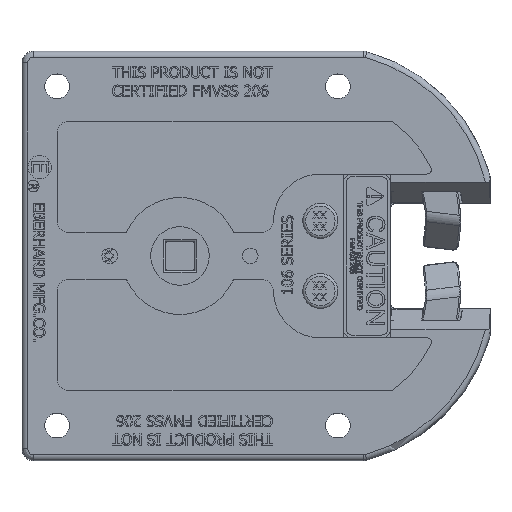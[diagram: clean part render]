
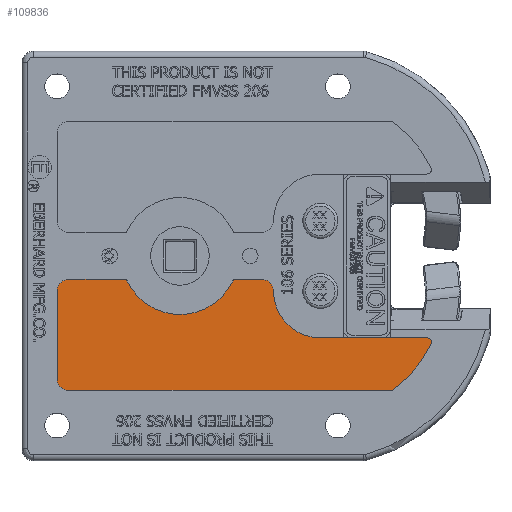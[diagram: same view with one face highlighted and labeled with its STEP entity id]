
A CAD part, top view. The second image highlights one B-rep face of the part: STEP entity #109836.
In plain terms, the highlighted planar face has unit normal (0, 0, 1).
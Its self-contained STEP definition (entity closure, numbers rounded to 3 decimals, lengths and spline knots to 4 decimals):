
#8070=CIRCLE('',#115131,0.5);
#8071=CIRCLE('',#115133,0.125);
#8072=CIRCLE('',#115136,0.031);
#8073=CIRCLE('',#115138,0.625);
#8074=CIRCLE('',#115140,0.031);
#8075=CIRCLE('',#115143,0.125);
#8076=CIRCLE('',#115146,0.125);
#8077=CIRCLE('',#115149,1.3125);
#8078=CIRCLE('',#115151,0.049);
#13292=FACE_OUTER_BOUND('',#19459,.T.);
#19459=EDGE_LOOP('',(#92864,#92865,#92866,#92867,#92868,#92869,#92870,#92871,
#92872,#92873,#92874,#92875,#92876,#92877,#92878,#92879));
#28890=LINE('',#198596,#39122);
#28906=LINE('',#198625,#39138);
#29195=LINE('',#199701,#39427);
#29200=LINE('',#199717,#39432);
#29203=LINE('',#199725,#39435);
#29206=LINE('',#199733,#39438);
#29209=LINE('',#199743,#39441);
#39122=VECTOR('',#132552,0.3937);
#39138=VECTOR('',#132580,0.3937);
#39427=VECTOR('',#133773,0.3937);
#39432=VECTOR('',#133792,0.3937);
#39435=VECTOR('',#133801,0.3937);
#39438=VECTOR('',#133810,0.3937);
#39441=VECTOR('',#133823,0.3937);
#49289=VERTEX_POINT('',#198594);
#49290=VERTEX_POINT('',#198595);
#49297=VERTEX_POINT('',#198623);
#49530=VERTEX_POINT('',#199691);
#49531=VERTEX_POINT('',#199695);
#49532=VERTEX_POINT('',#199699);
#49533=VERTEX_POINT('',#199703);
#49534=VERTEX_POINT('',#199707);
#49535=VERTEX_POINT('',#199711);
#49536=VERTEX_POINT('',#199715);
#49537=VERTEX_POINT('',#199719);
#49538=VERTEX_POINT('',#199723);
#49539=VERTEX_POINT('',#199727);
#49540=VERTEX_POINT('',#199731);
#49541=VERTEX_POINT('',#199735);
#49542=VERTEX_POINT('',#199739);
#63685=EDGE_CURVE('',#49289,#49290,#28890,.T.);
#63701=EDGE_CURVE('',#49297,#49289,#28906,.T.);
#64183=EDGE_CURVE('',#49530,#49297,#8070,.T.);
#64185=EDGE_CURVE('',#49531,#49530,#8071,.T.);
#64187=EDGE_CURVE('',#49532,#49531,#29195,.T.);
#64189=EDGE_CURVE('',#49533,#49532,#8072,.T.);
#64191=EDGE_CURVE('',#49534,#49533,#8073,.T.);
#64193=EDGE_CURVE('',#49535,#49534,#8074,.T.);
#64195=EDGE_CURVE('',#49536,#49535,#29200,.T.);
#64197=EDGE_CURVE('',#49537,#49536,#8075,.T.);
#64199=EDGE_CURVE('',#49538,#49537,#29203,.T.);
#64201=EDGE_CURVE('',#49539,#49538,#8076,.T.);
#64203=EDGE_CURVE('',#49540,#49539,#29206,.T.);
#64205=EDGE_CURVE('',#49541,#49540,#8077,.T.);
#64207=EDGE_CURVE('',#49542,#49541,#8078,.T.);
#64208=EDGE_CURVE('',#49290,#49542,#29209,.T.);
#92864=ORIENTED_EDGE('',*,*,#63701,.F.);
#92865=ORIENTED_EDGE('',*,*,#64183,.F.);
#92866=ORIENTED_EDGE('',*,*,#64185,.F.);
#92867=ORIENTED_EDGE('',*,*,#64187,.F.);
#92868=ORIENTED_EDGE('',*,*,#64189,.F.);
#92869=ORIENTED_EDGE('',*,*,#64191,.F.);
#92870=ORIENTED_EDGE('',*,*,#64193,.F.);
#92871=ORIENTED_EDGE('',*,*,#64195,.F.);
#92872=ORIENTED_EDGE('',*,*,#64197,.F.);
#92873=ORIENTED_EDGE('',*,*,#64199,.F.);
#92874=ORIENTED_EDGE('',*,*,#64201,.F.);
#92875=ORIENTED_EDGE('',*,*,#64203,.F.);
#92876=ORIENTED_EDGE('',*,*,#64205,.F.);
#92877=ORIENTED_EDGE('',*,*,#64207,.F.);
#92878=ORIENTED_EDGE('',*,*,#64208,.F.);
#92879=ORIENTED_EDGE('',*,*,#63685,.F.);
#99677=PLANE('',#115153);
#109836=ADVANCED_FACE('',(#13292),#99677,.T.);
#115131=AXIS2_PLACEMENT_3D('',#199693,#133763,#133764);
#115133=AXIS2_PLACEMENT_3D('',#199697,#133768,#133769);
#115136=AXIS2_PLACEMENT_3D('',#199705,#133777,#133778);
#115138=AXIS2_PLACEMENT_3D('',#199709,#133782,#133783);
#115140=AXIS2_PLACEMENT_3D('',#199713,#133787,#133788);
#115143=AXIS2_PLACEMENT_3D('',#199721,#133796,#133797);
#115146=AXIS2_PLACEMENT_3D('',#199729,#133805,#133806);
#115149=AXIS2_PLACEMENT_3D('',#199737,#133814,#133815);
#115151=AXIS2_PLACEMENT_3D('',#199741,#133819,#133820);
#115153=AXIS2_PLACEMENT_3D('',#199744,#133824,#133825);
#132552=DIRECTION('',(1.,0.,0.));
#132580=DIRECTION('',(1.,0.,0.));
#133763=DIRECTION('center_axis',(0.,0.,1.));
#133764=DIRECTION('ref_axis',(-1.,0.,0.));
#133768=DIRECTION('center_axis',(0.,0.,-1.));
#133769=DIRECTION('ref_axis',(-1.,0.,0.));
#133773=DIRECTION('',(1.,0.,0.));
#133777=DIRECTION('center_axis',(0.,0.,-1.));
#133778=DIRECTION('ref_axis',(0.,-1.,0.));
#133782=DIRECTION('center_axis',(0.,0.,1.));
#133783=DIRECTION('ref_axis',(-0.904,-0.428,0.));
#133787=DIRECTION('center_axis',(0.,0.,-1.));
#133788=DIRECTION('ref_axis',(-0.904,-0.428,0.));
#133792=DIRECTION('',(1.,0.,0.));
#133796=DIRECTION('center_axis',(0.,0.,-1.));
#133797=DIRECTION('ref_axis',(0.,-1.,0.));
#133801=DIRECTION('',(0.,1.,0.));
#133805=DIRECTION('center_axis',(0.,0.,-1.));
#133806=DIRECTION('ref_axis',(1.,0.,0.));
#133810=DIRECTION('',(-1.,0.,0.));
#133814=DIRECTION('center_axis',(0.,0.,-1.));
#133815=DIRECTION('ref_axis',(-0.587,0.81,0.));
#133819=DIRECTION('center_axis',(0.,0.,-1.));
#133820=DIRECTION('ref_axis',(-0.901,0.434,0.));
#133823=DIRECTION('',(1.,0.,0.));
#133824=DIRECTION('center_axis',(0.,0.,1.));
#133825=DIRECTION('ref_axis',(1.,0.,0.));
#198594=CARTESIAN_POINT('',(1.747,-0.875,0.428));
#198595=CARTESIAN_POINT('',(2.252,-0.875,0.428));
#198596=CARTESIAN_POINT('',(1.5,-0.875,0.428));
#198623=CARTESIAN_POINT('',(1.5,-0.875,0.428));
#198625=CARTESIAN_POINT('',(1.5,-0.875,0.428));
#199691=CARTESIAN_POINT('',(1.,-0.375,0.428));
#199693=CARTESIAN_POINT('Origin',(1.5,-0.375,0.428));
#199695=CARTESIAN_POINT('',(0.875,-0.25,0.428));
#199697=CARTESIAN_POINT('Origin',(0.875,-0.375,0.428));
#199699=CARTESIAN_POINT('',(0.5928,-0.25,0.428));
#199701=CARTESIAN_POINT('',(0.5928,-0.25,0.428));
#199703=CARTESIAN_POINT('',(0.5648,-0.2677,0.428));
#199705=CARTESIAN_POINT('Origin',(0.5928,-0.281,
0.428));
#199707=CARTESIAN_POINT('',(-0.5648,-0.2677,0.428));
#199709=CARTESIAN_POINT('Origin',(0.,0.,0.428));
#199711=CARTESIAN_POINT('',(-0.5928,-0.25,0.428));
#199713=CARTESIAN_POINT('Origin',(-0.5928,-0.281,0.428));
#199715=CARTESIAN_POINT('',(-1.188,-0.25,0.428));
#199717=CARTESIAN_POINT('',(-1.188,-0.25,0.428));
#199719=CARTESIAN_POINT('',(-1.313,-0.375,0.428));
#199721=CARTESIAN_POINT('Origin',(-1.188,-0.375,0.428));
#199723=CARTESIAN_POINT('',(-1.313,-1.3125,0.428));
#199725=CARTESIAN_POINT('',(-1.313,-1.3125,0.428));
#199727=CARTESIAN_POINT('',(-1.188,-1.4375,0.428));
#199729=CARTESIAN_POINT('Origin',(-1.188,-1.3125,0.428));
#199731=CARTESIAN_POINT('',(2.2706,-1.4375,0.428));
#199733=CARTESIAN_POINT('',(2.2706,-1.4375,0.428));
#199735=CARTESIAN_POINT('',(2.6821,-0.9453,0.428));
#199737=CARTESIAN_POINT('Origin',(1.5,-0.375,0.428));
#199739=CARTESIAN_POINT('',(2.638,-0.875,0.428));
#199741=CARTESIAN_POINT('Origin',(2.638,-0.924,0.428));
#199743=CARTESIAN_POINT('',(1.5,-0.875,0.428));
#199744=CARTESIAN_POINT('Origin',(0.4991,-0.974,
0.428));
